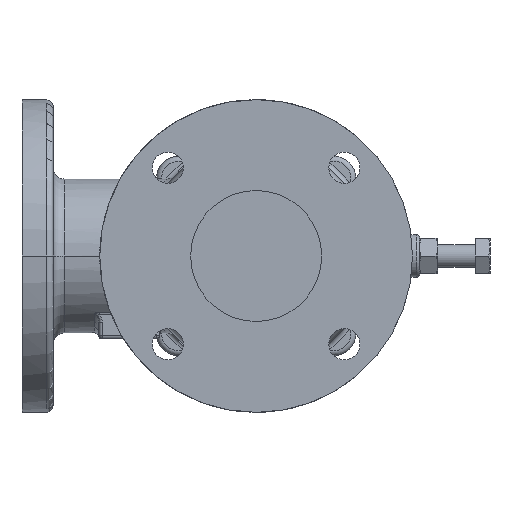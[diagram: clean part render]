
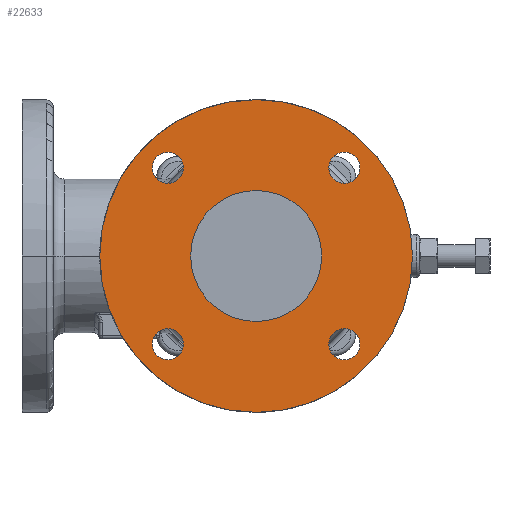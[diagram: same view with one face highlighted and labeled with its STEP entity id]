
A CAD part, left-side view. The second image highlights one B-rep face of the part: STEP entity #22633.
In plain terms, the highlighted planar face has unit normal (-1, 0, 0).
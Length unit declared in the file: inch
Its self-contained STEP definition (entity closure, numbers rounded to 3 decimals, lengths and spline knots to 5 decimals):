
#23 = CARTESIAN_POINT ( 'NONE',  ( -7.08661, 1.7487, -2.12271 ) ) ;
#36 = ORIENTED_EDGE ( 'NONE', *, *, #2649, .F. ) ;
#302 = CIRCLE ( 'NONE', #22651, 3.75984 ) ;
#362 = AXIS2_PLACEMENT_3D ( 'NONE', #13181, #2141, #15050 ) ;
#406 = ORIENTED_EDGE ( 'NONE', *, *, #17531, .F. ) ;
#413 = AXIS2_PLACEMENT_3D ( 'NONE', #16319, #5263, #18145 ) ;
#841 = CARTESIAN_POINT ( 'NONE',  ( -7.08661, -2.49673, 2.12271 ) ) ;
#1128 = AXIS2_PLACEMENT_3D ( 'NONE', #19112, #8036, #20968 ) ;
#1206 = PLANE ( 'NONE',  #7593 ) ;
#1538 = ORIENTED_EDGE ( 'NONE', *, *, #15242, .F. ) ;
#1792 = CARTESIAN_POINT ( 'NONE',  ( -7.08661, -1.7487, -2.12271 ) ) ;
#2093 = VERTEX_POINT ( 'NONE', #841 ) ;
#2141 = DIRECTION ( 'NONE',  ( -1., 0., 0. ) ) ;
#2359 = CARTESIAN_POINT ( 'NONE',  ( -7.08661, -1.5748, 0. ) ) ;
#2422 = CIRCLE ( 'NONE', #17681, 3.75984 ) ;
#2471 = VERTEX_POINT ( 'NONE', #5564 ) ;
#2649 = EDGE_CURVE ( 'NONE', #2093, #19389, #12792, .T. ) ;
#2664 = CARTESIAN_POINT ( 'NONE',  ( -7.08661, -2.12271, -2.12271 ) ) ;
#2723 = EDGE_CURVE ( 'NONE', #16058, #2471, #2422, .T. ) ;
#3123 = CARTESIAN_POINT ( 'NONE',  ( -7.08661, 0., 0. ) ) ;
#3200 = CARTESIAN_POINT ( 'NONE',  ( -7.08661, -2.49673, -2.12271 ) ) ;
#3481 = EDGE_LOOP ( 'NONE', ( #4033, #15398 ) ) ;
#3605 = CARTESIAN_POINT ( 'NONE',  ( -7.08661, 3.75984, 0. ) ) ;
#3607 = AXIS2_PLACEMENT_3D ( 'NONE', #7191, #20134, #9063 ) ;
#4033 = ORIENTED_EDGE ( 'NONE', *, *, #14879, .F. ) ;
#4088 = VERTEX_POINT ( 'NONE', #23 ) ;
#4141 = ORIENTED_EDGE ( 'NONE', *, *, #20668, .F. ) ;
#4504 = CARTESIAN_POINT ( 'NONE',  ( -7.08661, 0., 0. ) ) ;
#4524 = DIRECTION ( 'NONE',  ( 0., -1., 0. ) ) ;
#4932 = DIRECTION ( 'NONE',  ( -1., 0., 0. ) ) ;
#5001 = DIRECTION ( 'NONE',  ( 0., -1., 0. ) ) ;
#5027 = VERTEX_POINT ( 'NONE', #14263 ) ;
#5235 = CIRCLE ( 'NONE', #3607, 0.37402 ) ;
#5263 = DIRECTION ( 'NONE',  ( -1., 0., 0. ) ) ;
#5564 = CARTESIAN_POINT ( 'NONE',  ( -7.08661, -3.75984, 0. ) ) ;
#5681 = DIRECTION ( 'NONE',  ( -1., 0., 0. ) ) ;
#6081 = EDGE_LOOP ( 'NONE', ( #4141, #13291 ) ) ;
#6167 = DIRECTION ( 'NONE',  ( -1., 0., 0. ) ) ;
#6344 = DIRECTION ( 'NONE',  ( 0., -1., 0. ) ) ;
#6351 = ORIENTED_EDGE ( 'NONE', *, *, #8413, .F. ) ;
#6507 = EDGE_CURVE ( 'NONE', #10764, #11640, #12658, .T. ) ;
#6730 = VERTEX_POINT ( 'NONE', #12410 ) ;
#7191 = CARTESIAN_POINT ( 'NONE',  ( -7.08661, -2.12271, 2.12271 ) ) ;
#7553 = CIRCLE ( 'NONE', #17817, 0.37402 ) ;
#7578 = FACE_BOUND ( 'NONE', #6081, .T. ) ;
#7593 = AXIS2_PLACEMENT_3D ( 'NONE', #14107, #4932, #17828 ) ;
#7836 = ORIENTED_EDGE ( 'NONE', *, *, #15231, .T. ) ;
#8036 = DIRECTION ( 'NONE',  ( -1., 0., 0. ) ) ;
#8154 = FACE_BOUND ( 'NONE', #14977, .T. ) ;
#8320 = AXIS2_PLACEMENT_3D ( 'NONE', #3123, #16049, #5001 ) ;
#8322 = EDGE_LOOP ( 'NONE', ( #7836, #21188 ) ) ;
#8413 = EDGE_CURVE ( 'NONE', #4088, #5027, #21944, .T. ) ;
#8969 = DIRECTION ( 'NONE',  ( -1., 0., 0. ) ) ;
#9063 = DIRECTION ( 'NONE',  ( 0., -1., 0. ) ) ;
#9312 = FACE_BOUND ( 'NONE', #11275, .T. ) ;
#9338 = DIRECTION ( 'NONE',  ( -1., 0., 0. ) ) ;
#9897 = CARTESIAN_POINT ( 'NONE',  ( -7.08661, -2.12271, 2.12271 ) ) ;
#10538 = AXIS2_PLACEMENT_3D ( 'NONE', #16722, #5681, #18593 ) ;
#10588 = EDGE_CURVE ( 'NONE', #6730, #15419, #19285, .T. ) ;
#10764 = VERTEX_POINT ( 'NONE', #13138 ) ;
#11275 = EDGE_LOOP ( 'NONE', ( #6351, #406 ) ) ;
#11640 = VERTEX_POINT ( 'NONE', #11687 ) ;
#11687 = CARTESIAN_POINT ( 'NONE',  ( -7.08661, 1.7487, 2.12271 ) ) ;
#11744 = DIRECTION ( 'NONE',  ( 0., -1., 0. ) ) ;
#12410 = CARTESIAN_POINT ( 'NONE',  ( -7.08661, 1.5748, 0. ) ) ;
#12476 = FACE_BOUND ( 'NONE', #17935, .T. ) ;
#12658 = CIRCLE ( 'NONE', #19221, 0.37402 ) ;
#12712 = AXIS2_PLACEMENT_3D ( 'NONE', #9897, #22828, #11744 ) ;
#12792 = CIRCLE ( 'NONE', #12712, 0.37402 ) ;
#13138 = CARTESIAN_POINT ( 'NONE',  ( -7.08661, 2.49673, 2.12271 ) ) ;
#13141 = EDGE_CURVE ( 'NONE', #11640, #10764, #17803, .T. ) ;
#13181 = CARTESIAN_POINT ( 'NONE',  ( -7.08661, -2.12271, -2.12271 ) ) ;
#13291 = ORIENTED_EDGE ( 'NONE', *, *, #10588, .F. ) ;
#14107 = CARTESIAN_POINT ( 'NONE',  ( -7.08661, -3.75984, 0. ) ) ;
#14214 = EDGE_CURVE ( 'NONE', #15323, #23182, #7553, .T. ) ;
#14263 = CARTESIAN_POINT ( 'NONE',  ( -7.08661, 2.49673, -2.12271 ) ) ;
#14879 = EDGE_CURVE ( 'NONE', #23182, #15323, #19107, .T. ) ;
#14977 = EDGE_LOOP ( 'NONE', ( #20319, #22007 ) ) ;
#15050 = DIRECTION ( 'NONE',  ( 0., -1., 0. ) ) ;
#15231 = EDGE_CURVE ( 'NONE', #2471, #16058, #302, .T. ) ;
#15242 = EDGE_CURVE ( 'NONE', #19389, #2093, #5235, .T. ) ;
#15323 = VERTEX_POINT ( 'NONE', #1792 ) ;
#15398 = ORIENTED_EDGE ( 'NONE', *, *, #14214, .F. ) ;
#15419 = VERTEX_POINT ( 'NONE', #2359 ) ;
#15546 = CIRCLE ( 'NONE', #18960, 0.37402 ) ;
#15570 = DIRECTION ( 'NONE',  ( -1., 0., 0. ) ) ;
#16049 = DIRECTION ( 'NONE',  ( -1., 0., 0. ) ) ;
#16058 = VERTEX_POINT ( 'NONE', #3605 ) ;
#16319 = CARTESIAN_POINT ( 'NONE',  ( -7.08661, 0., 0. ) ) ;
#16722 = CARTESIAN_POINT ( 'NONE',  ( -7.08661, 2.12271, 2.12271 ) ) ;
#17221 = CARTESIAN_POINT ( 'NONE',  ( -7.08661, 2.12271, 2.12271 ) ) ;
#17409 = FACE_OUTER_BOUND ( 'NONE', #8322, .T. ) ;
#17420 = DIRECTION ( 'NONE',  ( -1., 0., 0. ) ) ;
#17531 = EDGE_CURVE ( 'NONE', #5027, #4088, #15546, .T. ) ;
#17681 = AXIS2_PLACEMENT_3D ( 'NONE', #4504, #17420, #6344 ) ;
#17803 = CIRCLE ( 'NONE', #10538, 0.37402 ) ;
#17817 = AXIS2_PLACEMENT_3D ( 'NONE', #2664, #15570, #4524 ) ;
#17828 = DIRECTION ( 'NONE',  ( 0., -1., 0. ) ) ;
#17935 = EDGE_LOOP ( 'NONE', ( #36, #1538 ) ) ;
#18145 = DIRECTION ( 'NONE',  ( 0., -1., 0. ) ) ;
#18593 = DIRECTION ( 'NONE',  ( 0., -1., 0. ) ) ;
#18920 = CIRCLE ( 'NONE', #8320, 1.5748 ) ;
#18960 = AXIS2_PLACEMENT_3D ( 'NONE', #20406, #9338, #22262 ) ;
#19083 = DIRECTION ( 'NONE',  ( 0., -1., 0. ) ) ;
#19107 = CIRCLE ( 'NONE', #362, 0.37402 ) ;
#19112 = CARTESIAN_POINT ( 'NONE',  ( -7.08661, 2.12271, -2.12271 ) ) ;
#19221 = AXIS2_PLACEMENT_3D ( 'NONE', #17221, #6167, #19083 ) ;
#19285 = CIRCLE ( 'NONE', #413, 1.5748 ) ;
#19389 = VERTEX_POINT ( 'NONE', #22154 ) ;
#20064 = CARTESIAN_POINT ( 'NONE',  ( -7.08661, 0., 0. ) ) ;
#20134 = DIRECTION ( 'NONE',  ( -1., 0., 0. ) ) ;
#20319 = ORIENTED_EDGE ( 'NONE', *, *, #13141, .F. ) ;
#20406 = CARTESIAN_POINT ( 'NONE',  ( -7.08661, 2.12271, -2.12271 ) ) ;
#20668 = EDGE_CURVE ( 'NONE', #15419, #6730, #18920, .T. ) ;
#20968 = DIRECTION ( 'NONE',  ( 0., -1., 0. ) ) ;
#21188 = ORIENTED_EDGE ( 'NONE', *, *, #2723, .T. ) ;
#21897 = DIRECTION ( 'NONE',  ( 0., -1., 0. ) ) ;
#21944 = CIRCLE ( 'NONE', #1128, 0.37402 ) ;
#22007 = ORIENTED_EDGE ( 'NONE', *, *, #6507, .F. ) ;
#22154 = CARTESIAN_POINT ( 'NONE',  ( -7.08661, -1.7487, 2.12271 ) ) ;
#22262 = DIRECTION ( 'NONE',  ( 0., -1., 0. ) ) ;
#22328 = FACE_BOUND ( 'NONE', #3481, .T. ) ;
#22633 = ADVANCED_FACE ( 'NONE', ( #8154, #12476, #22328, #9312, #7578, #17409 ), #1206, .T. ) ;
#22651 = AXIS2_PLACEMENT_3D ( 'NONE', #20064, #8969, #21897 ) ;
#22828 = DIRECTION ( 'NONE',  ( -1., 0., 0. ) ) ;
#23182 = VERTEX_POINT ( 'NONE', #3200 ) ;
